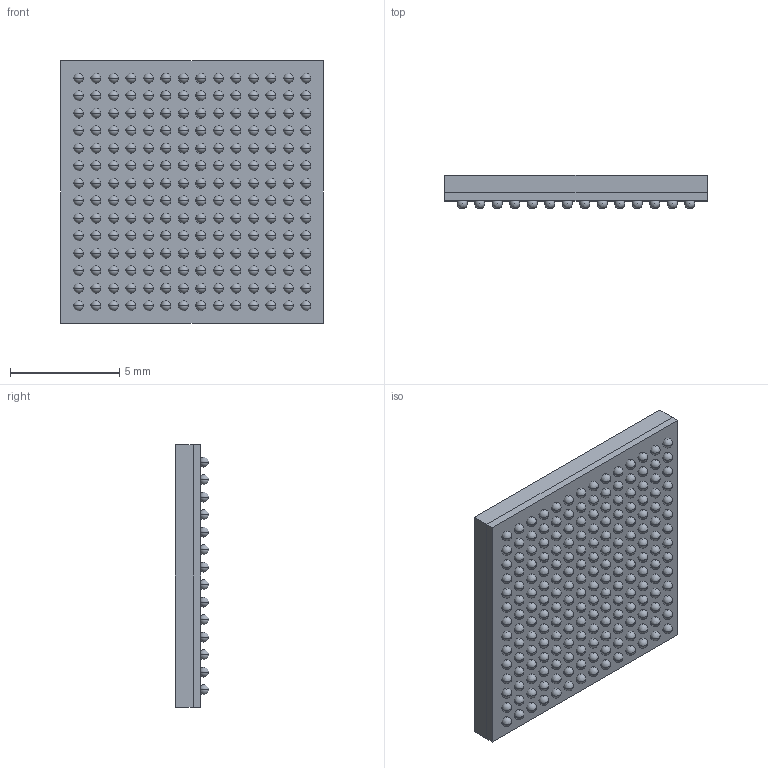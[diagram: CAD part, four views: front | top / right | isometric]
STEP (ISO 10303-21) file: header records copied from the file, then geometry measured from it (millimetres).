
FILE_DESCRIPTION (( 'STEP AP214' ), '1' );
FILE_NAME ( 'BGA196CP80_14X14_1200X1200X153B45.step', '2020-05-12T11:38:24', ( '' ), ( '' ), 'Part was generated with the free Library Expert Lite available at www.PCBLibraries.com. Removing line will violate the End User License Agreement.', '©2017 PCB Libraries, Inc.', '' );
FILE_SCHEMA (( 'AUTOMOTIVE_DESIGN' ));
Length unit declared in the file: millimetre
Products named in the file (1): BGA196CP80_14X14_1200X1200X153B45
Bounding box: 12 x 1.53 x 12 mm (x, y, z)
Volume: 177.8 mm3; surface area: 756.9 mm2
Topology: 198 solids, 198 shells, 407 faces, 1402 edges, 1000 vertices
Faces by surface type: sphere 392, plane 13, torus 2
Entity records: 11066 total; most frequent: DIRECTION 1636, CARTESIAN_POINT 1242, ORIENTED_EDGE 844, AXIS2_PLACEMENT_3D 806, STYLED_ITEM 606, PRESENTATION_LAYER_ASSIGNMENT 606, MECHANICAL_DESIGN_GEOMETRIC_PRESENTATION_REPRESENTATION 606, EDGE_CURVE 422
